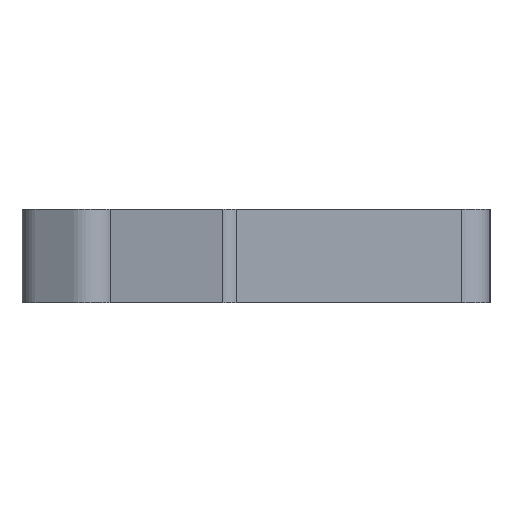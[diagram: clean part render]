
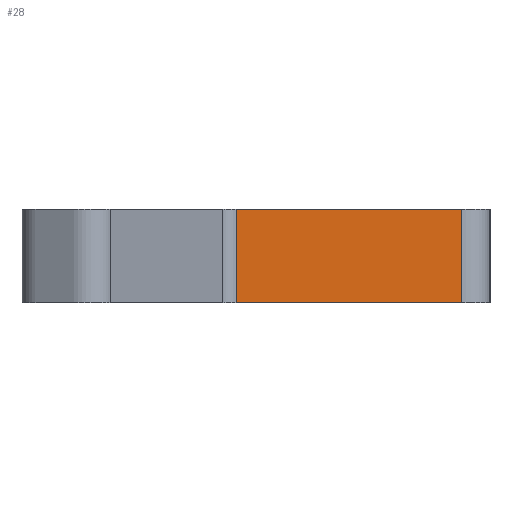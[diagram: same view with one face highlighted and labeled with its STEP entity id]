
A CAD part, left-side view. The second image highlights one B-rep face of the part: STEP entity #28.
In plain terms, the highlighted planar face has unit normal (-1, 0, 0).
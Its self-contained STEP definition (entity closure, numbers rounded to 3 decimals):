
#28=ADVANCED_FACE('',(#61),#601,.T.);
#61=FACE_OUTER_BOUND('',#94,.T.);
#94=EDGE_LOOP('',(#162,#163,#164,#165));
#162=ORIENTED_EDGE('',*,*,#338,.T.);
#163=ORIENTED_EDGE('',*,*,#339,.T.);
#164=ORIENTED_EDGE('',*,*,#340,.F.);
#165=ORIENTED_EDGE('',*,*,#336,.F.);
#336=EDGE_CURVE('',#544,#545,#472,.T.);
#338=EDGE_CURVE('',#544,#546,#508,.T.);
#339=EDGE_CURVE('',#546,#547,#473,.T.);
#340=EDGE_CURVE('',#545,#547,#509,.T.);
#472=B_SPLINE_CURVE_WITH_KNOTS('',1,(#1054,#1055),.UNSPECIFIED.,.F.,.F.,
(2,2),(0.,12.5),.UNSPECIFIED.);
#473=B_SPLINE_CURVE_WITH_KNOTS('',1,(#1062,#1063),.UNSPECIFIED.,.F.,.F.,
(2,2),(0.,12.5),.UNSPECIFIED.);
#508=(
BOUNDED_CURVE()
B_SPLINE_CURVE(2,(#1059,#1060,#1061),.UNSPECIFIED.,.F.,.F.)
B_SPLINE_CURVE_WITH_KNOTS((3,3),(1338.565,1367.498),
 .UNSPECIFIED.)
CURVE()
GEOMETRIC_REPRESENTATION_ITEM()
RATIONAL_B_SPLINE_CURVE((1.,1.,1.))
REPRESENTATION_ITEM('')
);
#509=(
BOUNDED_CURVE()
B_SPLINE_CURVE(2,(#1064,#1065,#1066),.UNSPECIFIED.,.F.,.F.)
B_SPLINE_CURVE_WITH_KNOTS((3,3),(1338.565,1367.498),
 .UNSPECIFIED.)
CURVE()
GEOMETRIC_REPRESENTATION_ITEM()
RATIONAL_B_SPLINE_CURVE((1.,1.,1.))
REPRESENTATION_ITEM('')
);
#544=VERTEX_POINT('',#905);
#545=VERTEX_POINT('',#906);
#546=VERTEX_POINT('',#907);
#547=VERTEX_POINT('',#908);
#601=PLANE('',#642);
#642=AXIS2_PLACEMENT_3D('',#856,#703,$);
#703=DIRECTION('',(-1.,0.,0.));
#856=CARTESIAN_POINT('',(-6.25,-4.763,0.));
#905=CARTESIAN_POINT('',(-6.25,-4.763,0.));
#906=CARTESIAN_POINT('',(-6.25,-4.763,12.));
#907=CARTESIAN_POINT('',(-6.25,-33.696,0.));
#908=CARTESIAN_POINT('',(-6.25,-33.696,12.));
#1054=CARTESIAN_POINT('',(-6.25,-4.763,0.));
#1055=CARTESIAN_POINT('',(-6.25,-4.763,12.));
#1059=CARTESIAN_POINT('',(-6.25,-4.763,0.));
#1060=CARTESIAN_POINT('',(-6.25,-19.23,0.));
#1061=CARTESIAN_POINT('',(-6.25,-33.696,0.));
#1062=CARTESIAN_POINT('',(-6.25,-33.696,0.));
#1063=CARTESIAN_POINT('',(-6.25,-33.696,12.));
#1064=CARTESIAN_POINT('',(-6.25,-4.763,12.));
#1065=CARTESIAN_POINT('',(-6.25,-19.23,12.));
#1066=CARTESIAN_POINT('',(-6.25,-33.696,12.));
